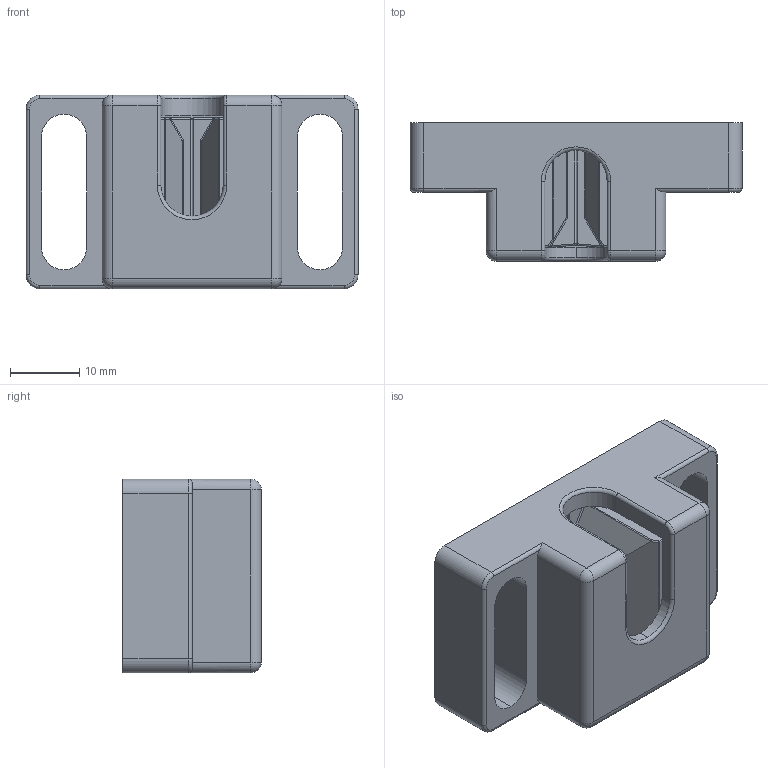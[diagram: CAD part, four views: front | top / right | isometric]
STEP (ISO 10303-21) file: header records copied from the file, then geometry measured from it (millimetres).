
FILE_DESCRIPTION (( 'STEP AP214' ), '1' );
FILE_NAME ('093043s02.STEP', '2014-08-18T06:37:19', ( '' ), ( '' ), 'SwSTEP 2.0', 'SolidWorks 2014', '' );
FILE_SCHEMA (( 'AUTOMOTIVE_DESIGN' ));
Length unit declared in the file: millimetre
Products named in the file (6): 093043wr_schwer; 093043wl_schwer; 093043f; 093043d; 093043r; 093043s02
Assembly tree (6 placements, depth 2):
  093043s02
    093043r
    093043d
    093043f  x2
    093043wl_schwer
    093043wr_schwer
Bounding box: 48 x 20 x 28 mm (x, y, z)
Volume: 12021.9 mm3; surface area: 11840.5 mm2
Topology: 6 solids, 6 shells, 427 faces, 1035 edges, 601 vertices
Faces by surface type: cylinder 155, plane 142, torus 62, sphere 35, bspline 25, cone 8
Entity records: 13971 total; most frequent: CARTESIAN_POINT 4018, DIRECTION 2133, ORIENTED_EDGE 1992, EDGE_CURVE 996, AXIS2_PLACEMENT_3D 804, VERTEX_POINT 593, VECTOR 525, LINE 525
